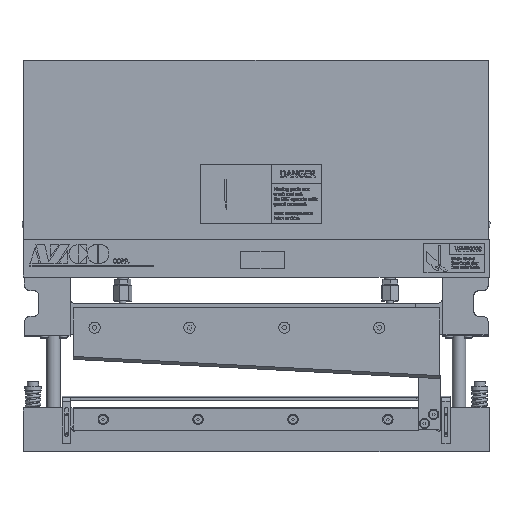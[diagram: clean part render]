
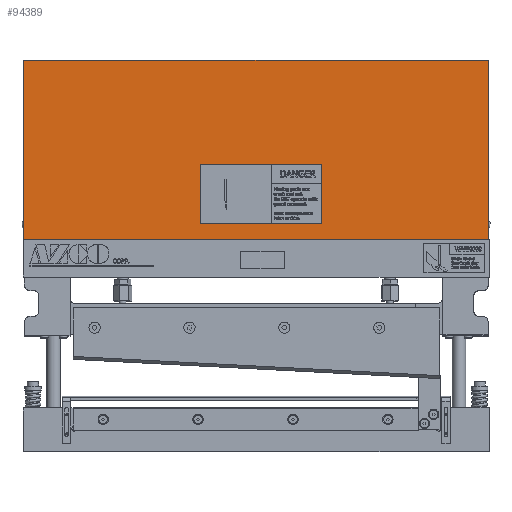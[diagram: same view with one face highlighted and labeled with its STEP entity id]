
A CAD part, top view. The second image highlights one B-rep face of the part: STEP entity #94389.
In plain terms, the highlighted planar face has unit normal (0, 0, 1).
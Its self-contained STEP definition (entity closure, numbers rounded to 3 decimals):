
#10326=LINE('',#160484,#18729);
#10329=LINE('',#160489,#18732);
#10331=LINE('',#160493,#18734);
#10333=LINE('',#160496,#18736);
#10637=LINE('',#161901,#19040);
#10645=LINE('',#161919,#19048);
#10676=LINE('',#162009,#19079);
#10677=LINE('',#162010,#19080);
#18729=VECTOR('',#110812,68.58);
#18732=VECTOR('',#110817,139.7);
#18734=VECTOR('',#110821,68.58);
#18736=VECTOR('',#110825,139.7);
#19040=VECTOR('',#111423,207.445);
#19048=VECTOR('',#111437,207.445);
#19079=VECTOR('',#111526,538.227);
#19080=VECTOR('',#111527,538.227);
#22134=FACE_BOUND('',#32526,.T.);
#26908=FACE_OUTER_BOUND('',#32525,.T.);
#32525=EDGE_LOOP('',(#75618,#75619,#75620,#75621));
#32526=EDGE_LOOP('',(#75622,#75623,#75624,#75625));
#41866=VERTEX_POINT('',#160482);
#41867=VERTEX_POINT('',#160483);
#41868=VERTEX_POINT('',#160488);
#41869=VERTEX_POINT('',#160492);
#42170=VERTEX_POINT('',#161898);
#42171=VERTEX_POINT('',#161900);
#42175=VERTEX_POINT('',#161911);
#42178=VERTEX_POINT('',#161917);
#53367=EDGE_CURVE('',#41866,#41867,#10326,.T.);
#53370=EDGE_CURVE('',#41868,#41866,#10329,.T.);
#53372=EDGE_CURVE('',#41869,#41868,#10331,.T.);
#53374=EDGE_CURVE('',#41867,#41869,#10333,.T.);
#53793=EDGE_CURVE('',#42171,#42170,#10637,.T.);
#53803=EDGE_CURVE('',#42178,#42175,#10645,.T.);
#53848=EDGE_CURVE('',#42171,#42178,#10676,.T.);
#53849=EDGE_CURVE('',#42170,#42175,#10677,.T.);
#75618=ORIENTED_EDGE('',*,*,#53848,.F.);
#75619=ORIENTED_EDGE('',*,*,#53793,.T.);
#75620=ORIENTED_EDGE('',*,*,#53849,.T.);
#75621=ORIENTED_EDGE('',*,*,#53803,.F.);
#75622=ORIENTED_EDGE('',*,*,#53367,.T.);
#75623=ORIENTED_EDGE('',*,*,#53374,.T.);
#75624=ORIENTED_EDGE('',*,*,#53372,.T.);
#75625=ORIENTED_EDGE('',*,*,#53370,.T.);
#84698=PLANE('',#98357);
#94389=ADVANCED_FACE('',(#26908,#22134),#84698,.T.);
#98357=AXIS2_PLACEMENT_3D('',#162008,#111524,#111525);
#110812=DIRECTION('',(0.,1.,0.));
#110817=DIRECTION('',(-1.,0.,0.));
#110821=DIRECTION('',(0.,-1.,0.));
#110825=DIRECTION('',(1.,0.,0.));
#111423=DIRECTION('',(0.,1.,0.));
#111437=DIRECTION('',(0.,1.,0.));
#111524=DIRECTION('center_axis',(0.,0.,
1.));
#111525=DIRECTION('ref_axis',(0.,-1.,0.));
#111526=DIRECTION('',(-1.,0.,0.));
#111527=DIRECTION('',(-1.,0.,0.));
#160482=CARTESIAN_POINT('',(-450.007,480.341,62.919));
#160483=CARTESIAN_POINT('',(-450.007,548.921,62.919));
#160484=CARTESIAN_POINT('',(-450.007,505.601,62.919));
#160488=CARTESIAN_POINT('',(-310.307,480.341,62.919));
#160489=CARTESIAN_POINT('',(-253.622,480.341,62.919));
#160492=CARTESIAN_POINT('',(-310.307,548.921,62.919));
#160493=CARTESIAN_POINT('',(-310.307,495.106,62.919));
#160496=CARTESIAN_POINT('',(-213.707,548.921,62.919));
#161898=CARTESIAN_POINT('',(-117.106,669.726,62.919));
#161900=CARTESIAN_POINT('',(-117.106,462.281,62.919));
#161901=CARTESIAN_POINT('',(-117.106,462.281,62.919));
#161911=CARTESIAN_POINT('',(-655.333,669.726,62.919));
#161917=CARTESIAN_POINT('',(-655.333,462.281,62.919));
#161919=CARTESIAN_POINT('',(-655.333,462.281,62.919));
#162008=CARTESIAN_POINT('Origin',(-117.106,462.281,62.919));
#162009=CARTESIAN_POINT('',(-116.485,462.281,62.919));
#162010=CARTESIAN_POINT('',(-117.106,669.726,62.919));
